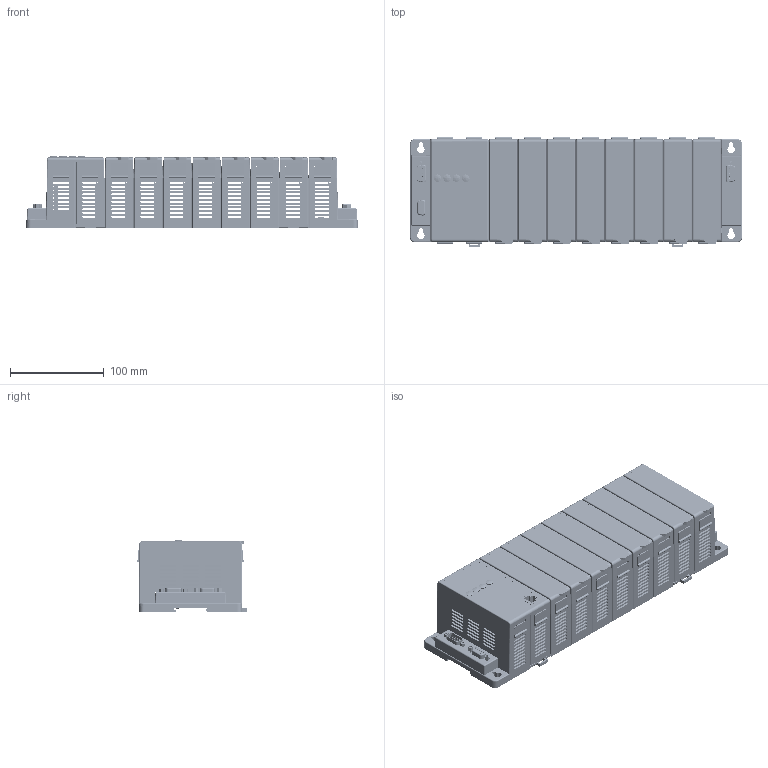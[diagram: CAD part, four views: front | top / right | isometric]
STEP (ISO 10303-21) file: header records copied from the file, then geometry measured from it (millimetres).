
FILE_DESCRIPTION (( 'STEP AP203' ), '1' );
FILE_NAME ('I-8831.STEP', '2023-01-30T00:35:48', ( 'Windows 使用者' ), ( '' ), 'SwSTEP 2.0', 'SolidWorks 2020', '' );
FILE_SCHEMA (( 'CONFIG_CONTROL_DESIGN' ));
Length unit declared in the file: millimetre
Products named in the file (19): RS-08; 貼紙_矮卡; I-8X3X_貼紙; DB9_M_180D_DIP; I-8X3X-G; 10 slot backplan; 矮機構滿蓋; 8000-2io-03-Part-2; 4SIPP-004-B1G; 8000-L R-02; I-8XXX_矮卡_PWR_遮光板; 10slotbody-part1; 固定片; 2DJ035; 8K_R_ｺ｡; aa-02.sldasm-Part-6-1; D-SUB_9pin_180D_母; I-8831; 矮卡_01
Assembly tree (35 placements, depth 3):
  I-8831
    10 slot backplan
    固定片  x2
    10slotbody-part1
    I-8X3X-G
      8000-2io-03-Part-2  x4
      4SIPP-004-B1G
      I-8X3X_貼紙
      aa-02.sldasm-Part-6-1  x4
      I-8XXX_矮卡_PWR_遮光板
      2DJ035
    矮卡_01  x8
      8000-2io-03-Part-2
      矮機構滿蓋
      貼紙_矮卡
    8K_R_ｺ｡
    8000-L R-02
    D-SUB_9pin_180D_母
    DB9_M_180D_DIP  x2
    RS-08
Bounding box: 354.26 x 117.1 x 76.7 mm (x, y, z)
Volume: 417002.3 mm3; surface area: 505618.6 mm2
Topology: 54 solids, 56 shells, 7403 faces, 21278 edges, 13889 vertices
Faces by surface type: plane 5484, cylinder 1057, bspline 712, sphere 80, torus 54, cone 16
Entity records: 149085 total; most frequent: CARTESIAN_POINT 32914, ORIENTED_EDGE 25660, DIRECTION 21013, EDGE_CURVE 12830, VECTOR 8683, LINE 8683, VERTEX_POINT 8338, AXIS2_PLACEMENT_3D 6165
